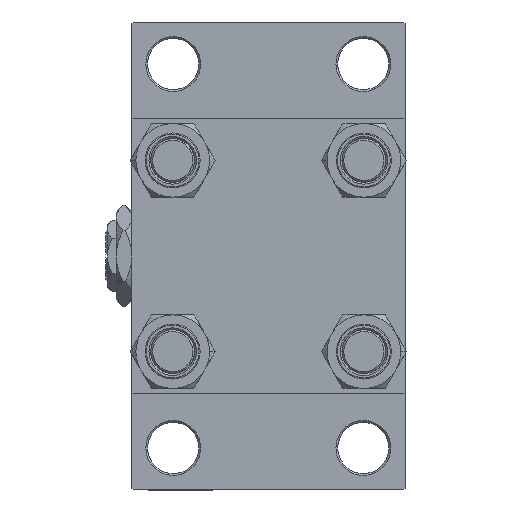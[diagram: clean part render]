
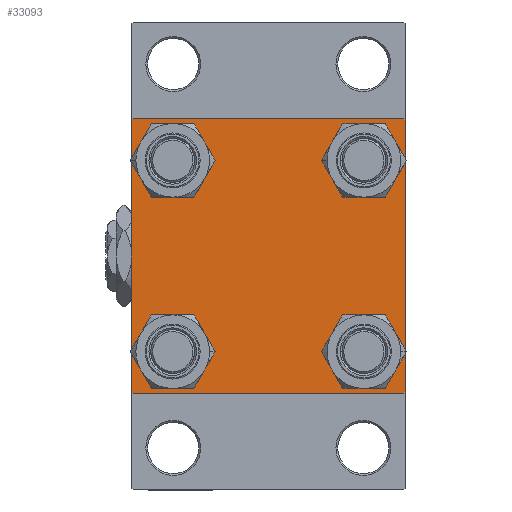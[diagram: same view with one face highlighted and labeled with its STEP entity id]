
A CAD part, left-side view. The second image highlights one B-rep face of the part: STEP entity #33093.
In plain terms, the highlighted planar face has unit normal (-1, 0, 0).
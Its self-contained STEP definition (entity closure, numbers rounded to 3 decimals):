
#76 = EDGE_CURVE ( 'NONE', #38213, #13925, #26737, .T. ) ;
#100 = DIRECTION ( 'NONE',  ( 1., 0., 0. ) ) ;
#707 = ORIENTED_EDGE ( 'NONE', *, *, #2411, .T. ) ;
#1168 = DIRECTION ( 'NONE',  ( 1., 0., 0. ) ) ;
#1485 = EDGE_CURVE ( 'NONE', #30914, #34198, #47709, .T. ) ;
#2411 = EDGE_CURVE ( 'NONE', #23107, #30693, #17508, .T. ) ;
#2604 = VECTOR ( 'NONE', #26719, 1000. ) ;
#4525 = CARTESIAN_POINT ( 'NONE',  ( 0., 37.5, 37.5 ) ) ;
#4959 = EDGE_CURVE ( 'NONE', #31884, #16430, #33629, .T. ) ;
#4966 = FACE_BOUND ( 'NONE', #44345, .T. ) ;
#5148 = CARTESIAN_POINT ( 'NONE',  ( 0., -26.15, 26.15 ) ) ;
#5234 = ORIENTED_EDGE ( 'NONE', *, *, #76, .T. ) ;
#5246 = EDGE_CURVE ( 'NONE', #31884, #21871, #37988, .T. ) ;
#5446 = FACE_BOUND ( 'NONE', #16465, .T. ) ;
#5532 = ORIENTED_EDGE ( 'NONE', *, *, #26118, .T. ) ;
#6148 = VERTEX_POINT ( 'NONE', #20627 ) ;
#7068 = DIRECTION ( 'NONE',  ( 1., 0., 0. ) ) ;
#7073 = VERTEX_POINT ( 'NONE', #38569 ) ;
#7328 = CARTESIAN_POINT ( 'NONE',  ( 0., 37.5, 37. ) ) ;
#7876 = AXIS2_PLACEMENT_3D ( 'NONE', #31882, #42628, #19930 ) ;
#8291 = EDGE_CURVE ( 'NONE', #30693, #23107, #30367, .T. ) ;
#8509 = ORIENTED_EDGE ( 'NONE', *, *, #13440, .T. ) ;
#10545 = ORIENTED_EDGE ( 'NONE', *, *, #19661, .F. ) ;
#11071 = DIRECTION ( 'NONE',  ( 0., 0., 1. ) ) ;
#11272 = CIRCLE ( 'NONE', #26417, 6.5 ) ;
#11322 = CARTESIAN_POINT ( 'NONE',  ( 0., 37.5, -37. ) ) ;
#11501 = DIRECTION ( 'NONE',  ( 0., 0., -1. ) ) ;
#11720 = DIRECTION ( 'NONE',  ( 1., 0., 0. ) ) ;
#12253 = CARTESIAN_POINT ( 'NONE',  ( 0., -26.15, -32.65 ) ) ;
#12384 = ORIENTED_EDGE ( 'NONE', *, *, #28253, .T. ) ;
#12669 = DIRECTION ( 'NONE',  ( 0., 0., 1. ) ) ;
#12828 = VECTOR ( 'NONE', #17364, 1000. ) ;
#13045 = AXIS2_PLACEMENT_3D ( 'NONE', #35382, #45622, #12669 ) ;
#13440 = EDGE_CURVE ( 'NONE', #13925, #6148, #16163, .T. ) ;
#13684 = AXIS2_PLACEMENT_3D ( 'NONE', #5148, #1168, #16373 ) ;
#13925 = VERTEX_POINT ( 'NONE', #11322 ) ;
#14038 = CARTESIAN_POINT ( 'NONE',  ( 0., 37., 37.5 ) ) ;
#14131 = EDGE_CURVE ( 'NONE', #34198, #30914, #24989, .T. ) ;
#14509 = CARTESIAN_POINT ( 'NONE',  ( 0., 26.15, 32.65 ) ) ;
#15179 = CARTESIAN_POINT ( 'NONE',  ( 0., 37.25, -37.25 ) ) ;
#15806 = DIRECTION ( 'NONE',  ( 1., 0., 0. ) ) ;
#15883 = EDGE_CURVE ( 'NONE', #46407, #43179, #44130, .T. ) ;
#16020 = CARTESIAN_POINT ( 'NONE',  ( 0., -26.15, -26.15 ) ) ;
#16058 = CARTESIAN_POINT ( 'NONE',  ( 0., -37., 37.5 ) ) ;
#16163 = LINE ( 'NONE', #15179, #30552 ) ;
#16373 = DIRECTION ( 'NONE',  ( 0., 0., 1. ) ) ;
#16409 = DIRECTION ( 'NONE',  ( 0., -0.707, -0.707 ) ) ;
#16430 = VERTEX_POINT ( 'NONE', #22607 ) ;
#16465 = EDGE_LOOP ( 'NONE', ( #33133, #46568 ) ) ;
#17364 = DIRECTION ( 'NONE',  ( 0., 0.707, 0.707 ) ) ;
#17508 = CIRCLE ( 'NONE', #35023, 6.5 ) ;
#17661 = VERTEX_POINT ( 'NONE', #12253 ) ;
#17987 = CARTESIAN_POINT ( 'NONE',  ( 0., 26.15, -32.65 ) ) ;
#18423 = ORIENTED_EDGE ( 'NONE', *, *, #38793, .T. ) ;
#18553 = ORIENTED_EDGE ( 'NONE', *, *, #5246, .T. ) ;
#18642 = CARTESIAN_POINT ( 'NONE',  ( 0., 37.5, -37.5 ) ) ;
#19661 = EDGE_CURVE ( 'NONE', #33735, #21871, #33257, .T. ) ;
#19708 = CARTESIAN_POINT ( 'NONE',  ( 0., -26.15, -26.15 ) ) ;
#19930 = DIRECTION ( 'NONE',  ( 0., 0., 1. ) ) ;
#20009 = AXIS2_PLACEMENT_3D ( 'NONE', #37043, #37783, #11071 ) ;
#20627 = CARTESIAN_POINT ( 'NONE',  ( 0., 37., -37.5 ) ) ;
#21589 = DIRECTION ( 'NONE',  ( 0., 0., 1. ) ) ;
#21871 = VERTEX_POINT ( 'NONE', #16058 ) ;
#22607 = CARTESIAN_POINT ( 'NONE',  ( 0., -37.5, -37. ) ) ;
#23107 = VERTEX_POINT ( 'NONE', #17987 ) ;
#23312 = CARTESIAN_POINT ( 'NONE',  ( 0., 26.15, 26.15 ) ) ;
#23787 = DIRECTION ( 'NONE',  ( 0., 0., 1. ) ) ;
#24989 = CIRCLE ( 'NONE', #13045, 6.5 ) ;
#25310 = ORIENTED_EDGE ( 'NONE', *, *, #15883, .T. ) ;
#25560 = CARTESIAN_POINT ( 'NONE',  ( 0., 26.15, -19.65 ) ) ;
#25654 = DIRECTION ( 'NONE',  ( 0., 0., -1. ) ) ;
#26023 = CARTESIAN_POINT ( 'NONE',  ( 0., 37.5, 37.5 ) ) ;
#26118 = EDGE_CURVE ( 'NONE', #43179, #46407, #42367, .T. ) ;
#26235 = AXIS2_PLACEMENT_3D ( 'NONE', #23312, #15806, #23787 ) ;
#26347 = LINE ( 'NONE', #41562, #43924 ) ;
#26417 = AXIS2_PLACEMENT_3D ( 'NONE', #19708, #11720, #34427 ) ;
#26527 = AXIS2_PLACEMENT_3D ( 'NONE', #16020, #100, #31242 ) ;
#26601 = EDGE_CURVE ( 'NONE', #17661, #7073, #11272, .T. ) ;
#26719 = DIRECTION ( 'NONE',  ( 0., 0.707, -0.707 ) ) ;
#26737 = LINE ( 'NONE', #4525, #33358 ) ;
#26852 = DIRECTION ( 'NONE',  ( 0., -0.707, 0.707 ) ) ;
#27101 = DIRECTION ( 'NONE',  ( 0., -1., 0. ) ) ;
#27424 = FACE_BOUND ( 'NONE', #34429, .T. ) ;
#27793 = EDGE_CURVE ( 'NONE', #33735, #38213, #37930, .T. ) ;
#27928 = EDGE_LOOP ( 'NONE', ( #25310, #5532 ) ) ;
#27946 = ORIENTED_EDGE ( 'NONE', *, *, #26601, .T. ) ;
#28253 = EDGE_CURVE ( 'NONE', #7073, #17661, #36834, .T. ) ;
#29009 = AXIS2_PLACEMENT_3D ( 'NONE', #33752, #7068, #44711 ) ;
#29069 = CARTESIAN_POINT ( 'NONE',  ( 0., 26.15, -26.15 ) ) ;
#29420 = CARTESIAN_POINT ( 'NONE',  ( 0., 26.15, 19.65 ) ) ;
#29803 = ORIENTED_EDGE ( 'NONE', *, *, #44229, .T. ) ;
#30367 = CIRCLE ( 'NONE', #20009, 6.5 ) ;
#30552 = VECTOR ( 'NONE', #16409, 1000. ) ;
#30693 = VERTEX_POINT ( 'NONE', #25560 ) ;
#30914 = VERTEX_POINT ( 'NONE', #29420 ) ;
#31156 = VECTOR ( 'NONE', #25654, 1000. ) ;
#31158 = FACE_BOUND ( 'NONE', #27928, .T. ) ;
#31242 = DIRECTION ( 'NONE',  ( 0., 0., 1. ) ) ;
#31414 = VECTOR ( 'NONE', #27101, 1000. ) ;
#31742 = EDGE_LOOP ( 'NONE', ( #5234, #8509, #29803, #18423, #39796, #18553, #10545, #36166 ) ) ;
#31882 = CARTESIAN_POINT ( 'NONE',  ( 0., 0., 0. ) ) ;
#31884 = VERTEX_POINT ( 'NONE', #37961 ) ;
#32607 = CARTESIAN_POINT ( 'NONE',  ( 0., -26.15, 32.65 ) ) ;
#33093 = ADVANCED_FACE ( 'NONE', ( #31158, #4966, #27424, #5446, #46351 ), #35617, .T. ) ;
#33133 = ORIENTED_EDGE ( 'NONE', *, *, #14131, .T. ) ;
#33257 = LINE ( 'NONE', #26023, #40971 ) ;
#33358 = VECTOR ( 'NONE', #11501, 1000. ) ;
#33629 = LINE ( 'NONE', #44584, #31156 ) ;
#33735 = VERTEX_POINT ( 'NONE', #14038 ) ;
#33752 = CARTESIAN_POINT ( 'NONE',  ( 0., -26.15, 26.15 ) ) ;
#33754 = CARTESIAN_POINT ( 'NONE',  ( 0., -37.25, 37.25 ) ) ;
#34155 = VERTEX_POINT ( 'NONE', #39285 ) ;
#34198 = VERTEX_POINT ( 'NONE', #14509 ) ;
#34427 = DIRECTION ( 'NONE',  ( 0., 0., 1. ) ) ;
#34429 = EDGE_LOOP ( 'NONE', ( #44285, #707 ) ) ;
#35023 = AXIS2_PLACEMENT_3D ( 'NONE', #29069, #44273, #21589 ) ;
#35382 = CARTESIAN_POINT ( 'NONE',  ( 0., 26.15, 26.15 ) ) ;
#35617 = PLANE ( 'NONE',  #7876 ) ;
#36166 = ORIENTED_EDGE ( 'NONE', *, *, #27793, .T. ) ;
#36513 = CARTESIAN_POINT ( 'NONE',  ( 0., -26.15, 19.65 ) ) ;
#36834 = CIRCLE ( 'NONE', #26527, 6.5 ) ;
#37043 = CARTESIAN_POINT ( 'NONE',  ( 0., 26.15, -26.15 ) ) ;
#37783 = DIRECTION ( 'NONE',  ( 1., 0., 0. ) ) ;
#37930 = LINE ( 'NONE', #42406, #2604 ) ;
#37961 = CARTESIAN_POINT ( 'NONE',  ( 0., -37.5, 37. ) ) ;
#37988 = LINE ( 'NONE', #33754, #12828 ) ;
#38213 = VERTEX_POINT ( 'NONE', #7328 ) ;
#38569 = CARTESIAN_POINT ( 'NONE',  ( 0., -26.15, -19.65 ) ) ;
#38793 = EDGE_CURVE ( 'NONE', #34155, #16430, #26347, .T. ) ;
#39285 = CARTESIAN_POINT ( 'NONE',  ( 0., -37., -37.5 ) ) ;
#39796 = ORIENTED_EDGE ( 'NONE', *, *, #4959, .F. ) ;
#40971 = VECTOR ( 'NONE', #41475, 1000. ) ;
#41475 = DIRECTION ( 'NONE',  ( 0., -1., 0. ) ) ;
#41562 = CARTESIAN_POINT ( 'NONE',  ( 0., -37.25, -37.25 ) ) ;
#42367 = CIRCLE ( 'NONE', #13684, 6.5 ) ;
#42406 = CARTESIAN_POINT ( 'NONE',  ( 0., 37.25, 37.25 ) ) ;
#42628 = DIRECTION ( 'NONE',  ( -1., 0., 0. ) ) ;
#43179 = VERTEX_POINT ( 'NONE', #36513 ) ;
#43924 = VECTOR ( 'NONE', #26852, 1000. ) ;
#44130 = CIRCLE ( 'NONE', #29009, 6.5 ) ;
#44229 = EDGE_CURVE ( 'NONE', #6148, #34155, #46037, .T. ) ;
#44273 = DIRECTION ( 'NONE',  ( 1., 0., 0. ) ) ;
#44285 = ORIENTED_EDGE ( 'NONE', *, *, #8291, .T. ) ;
#44345 = EDGE_LOOP ( 'NONE', ( #12384, #27946 ) ) ;
#44584 = CARTESIAN_POINT ( 'NONE',  ( 0., -37.5, 37.5 ) ) ;
#44711 = DIRECTION ( 'NONE',  ( 0., 0., 1. ) ) ;
#45622 = DIRECTION ( 'NONE',  ( 1., 0., 0. ) ) ;
#46037 = LINE ( 'NONE', #18642, #31414 ) ;
#46351 = FACE_OUTER_BOUND ( 'NONE', #31742, .T. ) ;
#46407 = VERTEX_POINT ( 'NONE', #32607 ) ;
#46568 = ORIENTED_EDGE ( 'NONE', *, *, #1485, .T. ) ;
#47709 = CIRCLE ( 'NONE', #26235, 6.5 ) ;
